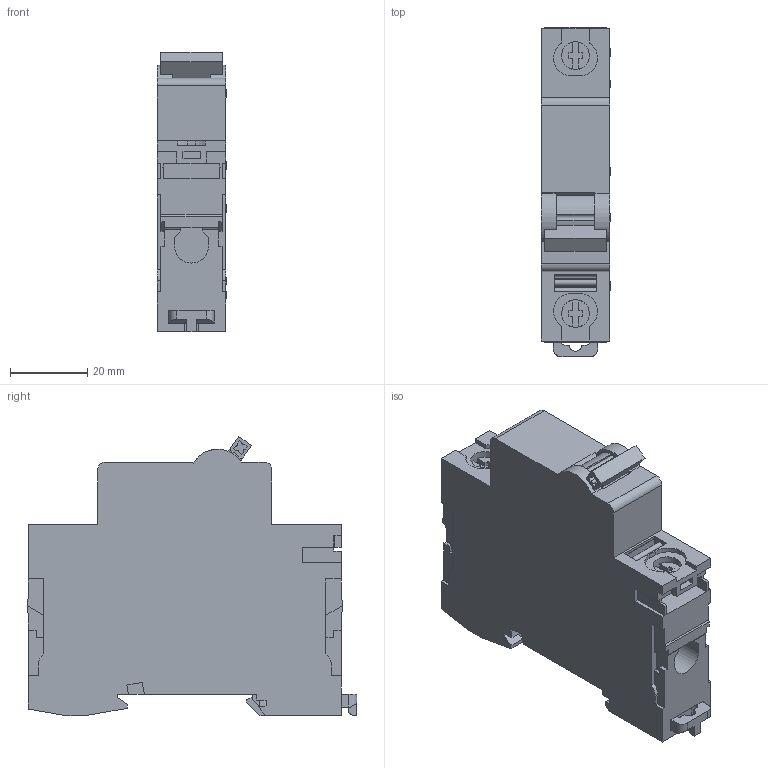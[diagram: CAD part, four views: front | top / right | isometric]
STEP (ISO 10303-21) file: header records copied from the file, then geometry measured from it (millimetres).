
FILE_DESCRIPTION((''),'2;1');
FILE_NAME('SB110511_3D-SIMPLIFIED','2013-01-15T',('mcordero'),(''),'PRO/ENGINEER BY PARAMETRIC TECHNOLOGY CORPORATION, 2006170','PRO/ENGINEER BY PARAMETRIC TECHNOLOGY CORPORATION, 2006170','');
FILE_SCHEMA(('CONFIG_CONTROL_DESIGN'));
Length unit declared in the file: millimetre
Products named in the file (1): SB110511_3D-SIMPLIFIED
Bounding box: 17.95 x 85.1 x 72.13 mm (x, y, z)
Volume: 76225.1 mm3; surface area: 18592.2 mm2
Topology: 1 solids, 1 shells, 390 faces, 1167 edges, 784 vertices
Faces by surface type: plane 319, cylinder 71
Entity records: 13156 total; most frequent: CARTESIAN_POINT 2363, ORIENTED_EDGE 2334, DIRECTION 2153, EDGE_CURVE 1167, VECTOR 951, LINE 951, VERTEX_POINT 784, AXIS2_PLACEMENT_3D 601
